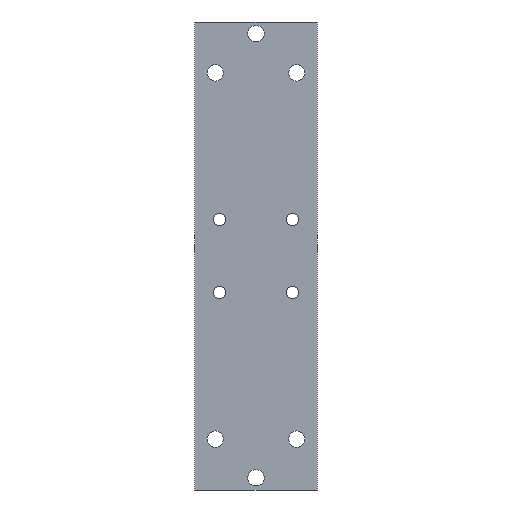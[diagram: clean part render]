
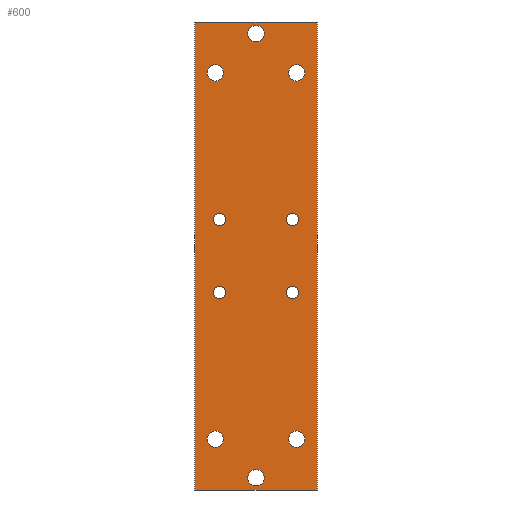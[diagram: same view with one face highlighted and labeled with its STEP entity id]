
A CAD part, front view. The second image highlights one B-rep face of the part: STEP entity #600.
In plain terms, the highlighted planar face has unit normal (0, -1, 0).
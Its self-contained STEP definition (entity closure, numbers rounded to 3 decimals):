
#84=FACE_BOUND('',#203,.T.);
#85=FACE_BOUND('',#204,.T.);
#86=FACE_BOUND('',#205,.T.);
#87=FACE_BOUND('',#206,.T.);
#88=FACE_BOUND('',#207,.T.);
#89=FACE_BOUND('',#208,.T.);
#90=FACE_BOUND('',#209,.T.);
#91=FACE_BOUND('',#210,.T.);
#92=FACE_BOUND('',#211,.T.);
#93=FACE_BOUND('',#212,.T.);
#104=CIRCLE('',#646,3.);
#105=CIRCLE('',#648,3.);
#106=CIRCLE('',#650,3.);
#107=CIRCLE('',#652,3.);
#108=CIRCLE('',#654,4.);
#109=CIRCLE('',#656,4.);
#110=CIRCLE('',#658,4.);
#111=CIRCLE('',#660,4.);
#112=CIRCLE('',#662,4.);
#113=CIRCLE('',#664,4.);
#152=FACE_OUTER_BOUND('',#202,.T.);
#202=EDGE_LOOP('',(#539,#540,#541,#542));
#203=EDGE_LOOP('',(#543));
#204=EDGE_LOOP('',(#544));
#205=EDGE_LOOP('',(#545));
#206=EDGE_LOOP('',(#546));
#207=EDGE_LOOP('',(#547));
#208=EDGE_LOOP('',(#548));
#209=EDGE_LOOP('',(#549));
#210=EDGE_LOOP('',(#550));
#211=EDGE_LOOP('',(#551));
#212=EDGE_LOOP('',(#552));
#251=LINE('',#978,#297);
#254=LINE('',#983,#300);
#256=LINE('',#987,#302);
#258=LINE('',#990,#304);
#297=VECTOR('',#810,10.);
#300=VECTOR('',#815,10.);
#302=VECTOR('',#819,10.);
#304=VECTOR('',#823,10.);
#341=VERTEX_POINT('',#946);
#342=VERTEX_POINT('',#949);
#343=VERTEX_POINT('',#952);
#344=VERTEX_POINT('',#955);
#345=VERTEX_POINT('',#958);
#346=VERTEX_POINT('',#961);
#347=VERTEX_POINT('',#964);
#348=VERTEX_POINT('',#967);
#349=VERTEX_POINT('',#970);
#350=VERTEX_POINT('',#973);
#351=VERTEX_POINT('',#976);
#352=VERTEX_POINT('',#977);
#353=VERTEX_POINT('',#982);
#354=VERTEX_POINT('',#986);
#403=EDGE_CURVE('',#341,#341,#104,.T.);
#404=EDGE_CURVE('',#342,#342,#105,.T.);
#405=EDGE_CURVE('',#343,#343,#106,.T.);
#406=EDGE_CURVE('',#344,#344,#107,.T.);
#407=EDGE_CURVE('',#345,#345,#108,.T.);
#408=EDGE_CURVE('',#346,#346,#109,.T.);
#409=EDGE_CURVE('',#347,#347,#110,.T.);
#410=EDGE_CURVE('',#348,#348,#111,.T.);
#411=EDGE_CURVE('',#349,#349,#112,.T.);
#412=EDGE_CURVE('',#350,#350,#113,.T.);
#413=EDGE_CURVE('',#351,#352,#251,.T.);
#416=EDGE_CURVE('',#353,#351,#254,.T.);
#418=EDGE_CURVE('',#354,#353,#256,.T.);
#420=EDGE_CURVE('',#352,#354,#258,.T.);
#539=ORIENTED_EDGE('',*,*,#420,.F.);
#540=ORIENTED_EDGE('',*,*,#413,.F.);
#541=ORIENTED_EDGE('',*,*,#416,.F.);
#542=ORIENTED_EDGE('',*,*,#418,.F.);
#543=ORIENTED_EDGE('',*,*,#403,.T.);
#544=ORIENTED_EDGE('',*,*,#404,.T.);
#545=ORIENTED_EDGE('',*,*,#405,.T.);
#546=ORIENTED_EDGE('',*,*,#406,.T.);
#547=ORIENTED_EDGE('',*,*,#407,.T.);
#548=ORIENTED_EDGE('',*,*,#408,.T.);
#549=ORIENTED_EDGE('',*,*,#409,.T.);
#550=ORIENTED_EDGE('',*,*,#410,.T.);
#551=ORIENTED_EDGE('',*,*,#411,.T.);
#552=ORIENTED_EDGE('',*,*,#412,.T.);
#571=PLANE('',#669);
#600=ADVANCED_FACE('',(#152,#84,#85,#86,#87,#88,#89,#90,#91,#92,#93),#571,
 .F.);
#646=AXIS2_PLACEMENT_3D('',#947,#770,#771);
#648=AXIS2_PLACEMENT_3D('',#950,#774,#775);
#650=AXIS2_PLACEMENT_3D('',#953,#778,#779);
#652=AXIS2_PLACEMENT_3D('',#956,#782,#783);
#654=AXIS2_PLACEMENT_3D('',#959,#786,#787);
#656=AXIS2_PLACEMENT_3D('',#962,#790,#791);
#658=AXIS2_PLACEMENT_3D('',#965,#794,#795);
#660=AXIS2_PLACEMENT_3D('',#968,#798,#799);
#662=AXIS2_PLACEMENT_3D('',#971,#802,#803);
#664=AXIS2_PLACEMENT_3D('',#974,#806,#807);
#669=AXIS2_PLACEMENT_3D('',#991,#824,#825);
#770=DIRECTION('center_axis',(0.,1.,0.));
#771=DIRECTION('ref_axis',(-1.,0.,0.));
#774=DIRECTION('center_axis',(0.,1.,0.));
#775=DIRECTION('ref_axis',(-1.,0.,0.));
#778=DIRECTION('center_axis',(0.,1.,0.));
#779=DIRECTION('ref_axis',(-1.,0.,0.));
#782=DIRECTION('center_axis',(0.,1.,0.));
#783=DIRECTION('ref_axis',(-1.,0.,0.));
#786=DIRECTION('center_axis',(0.,1.,0.));
#787=DIRECTION('ref_axis',(-1.,0.,0.));
#790=DIRECTION('center_axis',(0.,1.,0.));
#791=DIRECTION('ref_axis',(-1.,0.,0.));
#794=DIRECTION('center_axis',(0.,1.,0.));
#795=DIRECTION('ref_axis',(-1.,0.,0.));
#798=DIRECTION('center_axis',(0.,1.,0.));
#799=DIRECTION('ref_axis',(-1.,0.,0.));
#802=DIRECTION('center_axis',(0.,1.,0.));
#803=DIRECTION('ref_axis',(-1.,0.,0.));
#806=DIRECTION('center_axis',(0.,1.,0.));
#807=DIRECTION('ref_axis',(-1.,0.,0.));
#810=DIRECTION('',(0.,0.,1.));
#815=DIRECTION('',(-1.,0.,0.));
#819=DIRECTION('',(0.,0.,-1.));
#823=DIRECTION('',(1.,0.,0.));
#824=DIRECTION('center_axis',(0.,1.,0.));
#825=DIRECTION('ref_axis',(0.,0.,1.));
#946=CARTESIAN_POINT('',(5.56,0.,-80.543));
#947=CARTESIAN_POINT('Origin',(2.56,0.,-80.543));
#949=CARTESIAN_POINT('',(41.46,0.,-80.543));
#950=CARTESIAN_POINT('Origin',(38.46,0.,-80.543));
#952=CARTESIAN_POINT('',(41.46,0.,-116.443));
#953=CARTESIAN_POINT('Origin',(38.46,0.,-116.443));
#955=CARTESIAN_POINT('',(5.56,0.,-116.443));
#956=CARTESIAN_POINT('Origin',(2.56,0.,-116.443));
#958=CARTESIAN_POINT('',(24.51,0.,10.753));
#959=CARTESIAN_POINT('Origin',(20.51,0.,10.753));
#961=CARTESIAN_POINT('',(24.51,0.,-207.493));
#962=CARTESIAN_POINT('Origin',(20.51,0.,-207.493));
#964=CARTESIAN_POINT('',(44.51,0.,-8.493));
#965=CARTESIAN_POINT('Origin',(40.51,0.,-8.493));
#967=CARTESIAN_POINT('',(4.51,0.,-8.493));
#968=CARTESIAN_POINT('Origin',(0.51,0.,-8.493));
#970=CARTESIAN_POINT('',(4.51,0.,-188.493));
#971=CARTESIAN_POINT('Origin',(0.51,0.,-188.493));
#973=CARTESIAN_POINT('',(44.51,0.,-188.493));
#974=CARTESIAN_POINT('Origin',(40.51,0.,-188.493));
#976=CARTESIAN_POINT('',(-9.49,0.,-213.493));
#977=CARTESIAN_POINT('',(-9.49,0.,16.507));
#978=CARTESIAN_POINT('',(-9.49,0.,-213.493));
#982=CARTESIAN_POINT('',(50.51,0.,-213.493));
#983=CARTESIAN_POINT('',(50.51,0.,-213.493));
#986=CARTESIAN_POINT('',(50.51,0.,16.507));
#987=CARTESIAN_POINT('',(50.51,0.,16.507));
#990=CARTESIAN_POINT('',(-9.49,0.,16.507));
#991=CARTESIAN_POINT('Origin',(20.51,0.,-98.493));
